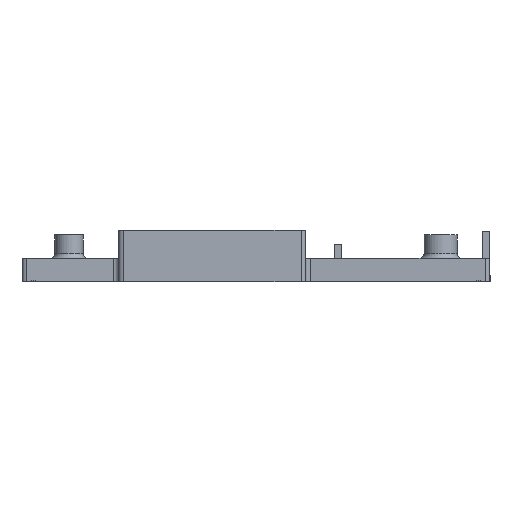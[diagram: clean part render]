
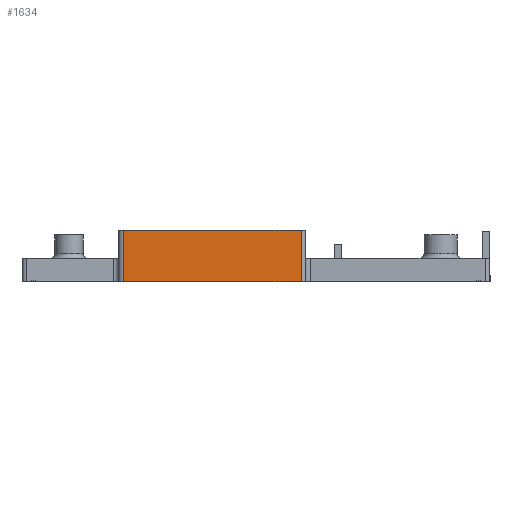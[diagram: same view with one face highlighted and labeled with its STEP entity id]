
A CAD part, left-side view. The second image highlights one B-rep face of the part: STEP entity #1634.
In plain terms, the highlighted planar face has unit normal (-1, 0, 0).
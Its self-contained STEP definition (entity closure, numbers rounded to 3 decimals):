
#104=PLANE('',#1785);
#168=FACE_OUTER_BOUND('',#266,.T.);
#266=EDGE_LOOP('',(#1328,#1329,#1330,#1331));
#360=LINE('',#2498,#486);
#431=LINE('',#2714,#557);
#433=LINE('',#2720,#559);
#439=LINE('',#2741,#565);
#486=VECTOR('',#1948,10.);
#557=VECTOR('',#2131,10.);
#559=VECTOR('',#2137,10.);
#565=VECTOR('',#2157,10.);
#735=VERTEX_POINT('',#2495);
#736=VERTEX_POINT('',#2497);
#804=VERTEX_POINT('',#2713);
#806=VERTEX_POINT('',#2719);
#896=EDGE_CURVE('',#735,#736,#360,.T.);
#997=EDGE_CURVE('',#736,#804,#431,.T.);
#1000=EDGE_CURVE('',#804,#806,#433,.T.);
#1012=EDGE_CURVE('',#806,#735,#439,.T.);
#1328=ORIENTED_EDGE('',*,*,#997,.F.);
#1329=ORIENTED_EDGE('',*,*,#896,.F.);
#1330=ORIENTED_EDGE('',*,*,#1012,.F.);
#1331=ORIENTED_EDGE('',*,*,#1000,.F.);
#1634=ADVANCED_FACE('',(#168),#104,.T.);
#1785=AXIS2_PLACEMENT_3D('',#2740,#2155,#2156);
#1948=DIRECTION('',(0.,1.,0.));
#2131=DIRECTION('',(0.,0.,1.));
#2137=DIRECTION('',(0.,-1.,0.));
#2155=DIRECTION('center_axis',(-1.,0.,0.));
#2156=DIRECTION('ref_axis',(0.,1.,0.));
#2157=DIRECTION('',(0.,0.,-1.));
#2495=CARTESIAN_POINT('',(-159.504,-91.705,-2.631));
#2497=CARTESIAN_POINT('',(-159.504,-54.005,-2.631));
#2498=CARTESIAN_POINT('',(-159.504,-92.705,-2.631));
#2713=CARTESIAN_POINT('',(-159.504,-54.005,8.369));
#2714=CARTESIAN_POINT('',(-159.504,-54.005,2.369));
#2719=CARTESIAN_POINT('',(-159.504,-91.705,8.369));
#2720=CARTESIAN_POINT('',(-159.504,-53.005,8.369));
#2740=CARTESIAN_POINT('Origin',(-159.504,-92.705,2.369));
#2741=CARTESIAN_POINT('',(-159.504,-91.705,2.369));
